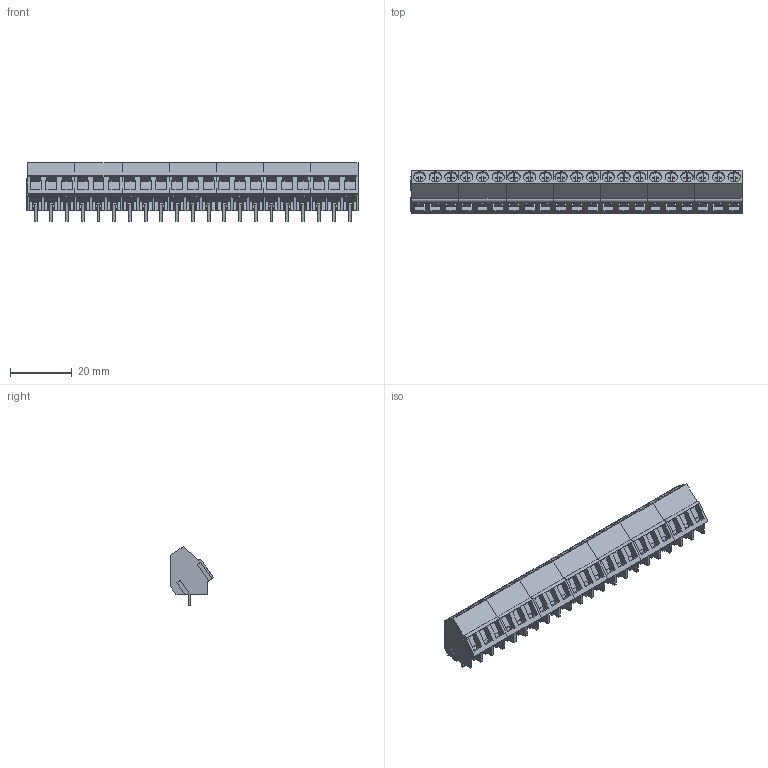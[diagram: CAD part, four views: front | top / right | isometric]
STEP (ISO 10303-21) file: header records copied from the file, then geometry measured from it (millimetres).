
FILE_DESCRIPTION(('CATIA V5 STEP Exchange','CAx-IF Rec.Pracs.--- Model Styling and Organization---1.2---2011-12-15'),'2;1');
FILE_NAME ('D1465170_0_9994720000_9994720000.stp','2018-03-31T05:22:40+00:00',('none'),('Weidmueller'),'CATIA Version 5-6 Release 2014','CATIA V5 STEP AP214','none');
FILE_SCHEMA(('AUTOMOTIVE_DESIGN { 1 0 10303 214 1 1 1 1 }'));
Length unit declared in the file: millimetre
Products named in the file (1): 9994720000
Bounding box: 107.23 x 13.9 x 19 mm (x, y, z)
Volume: 12362.9 mm3; surface area: 13936.3 mm2
Topology: 49 solids, 49 shells, 1701 faces, 4746 edges, 3164 vertices
Faces by surface type: plane 1568, cylinder 133
Entity records: 51096 total; most frequent: ORIENTED_EDGE 9492, CARTESIAN_POINT 9149, DIRECTION 7195, EDGE_CURVE 4746, VECTOR 4396, LINE 4396, VERTEX_POINT 3164, EDGE_LOOP 1764
